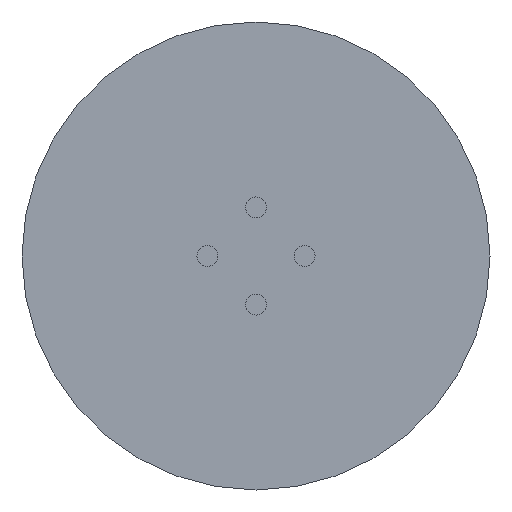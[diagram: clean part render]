
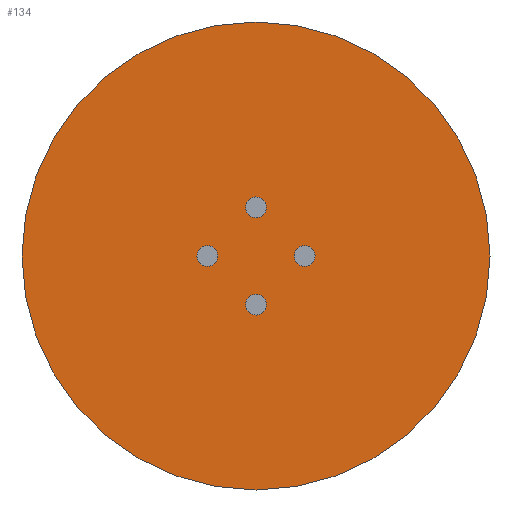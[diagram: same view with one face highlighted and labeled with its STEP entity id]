
A CAD part, front view. The second image highlights one B-rep face of the part: STEP entity #134.
In plain terms, the highlighted planar face has unit normal (0, -1, 0).
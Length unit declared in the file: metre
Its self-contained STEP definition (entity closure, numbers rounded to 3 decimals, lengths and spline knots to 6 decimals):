
#12=PLANE('',#162);
#21=ORIENTED_EDGE('',*,*,#45,.T.);
#22=ORIENTED_EDGE('',*,*,#46,.T.);
#23=ORIENTED_EDGE('',*,*,#47,.T.);
#24=ORIENTED_EDGE('',*,*,#48,.T.);
#25=ORIENTED_EDGE('',*,*,#43,.T.);
#43=EDGE_CURVE('',#55,#55,#67,.T.);
#45=EDGE_CURVE('',#57,#57,#69,.T.);
#46=EDGE_CURVE('',#58,#58,#70,.T.);
#47=EDGE_CURVE('',#59,#59,#71,.T.);
#48=EDGE_CURVE('',#60,#60,#72,.T.);
#55=VERTEX_POINT('',#239);
#57=VERTEX_POINT('',#244);
#58=VERTEX_POINT('',#246);
#59=VERTEX_POINT('',#248);
#60=VERTEX_POINT('',#250);
#67=CIRCLE('',#160,0.033655);
#69=CIRCLE('',#163,0.0015);
#70=CIRCLE('',#164,0.0015);
#71=CIRCLE('',#165,0.0015);
#72=CIRCLE('',#166,0.0015);
#81=EDGE_LOOP('',(#21));
#82=EDGE_LOOP('',(#22));
#83=EDGE_LOOP('',(#23));
#84=EDGE_LOOP('',(#24));
#85=EDGE_LOOP('',(#25));
#105=FACE_BOUND('',#81,.T.);
#106=FACE_BOUND('',#82,.T.);
#107=FACE_BOUND('',#83,.T.);
#108=FACE_BOUND('',#84,.T.);
#109=FACE_BOUND('',#85,.T.);
#134=ADVANCED_FACE('',(#105,#106,#107,#108,#109),#12,.T.);
#160=AXIS2_PLACEMENT_3D('',#238,#188,#189);
#162=AXIS2_PLACEMENT_3D('',#242,#192,#193);
#163=AXIS2_PLACEMENT_3D('',#243,#194,#195);
#164=AXIS2_PLACEMENT_3D('',#245,#196,#197);
#165=AXIS2_PLACEMENT_3D('',#247,#198,#199);
#166=AXIS2_PLACEMENT_3D('',#249,#200,#201);
#188=DIRECTION('',(0.,-1.,0.));
#189=DIRECTION('',(0.,0.,-1.));
#192=DIRECTION('',(0.,-1.,0.));
#193=DIRECTION('',(1.,0.,0.));
#194=DIRECTION('',(0.,1.,0.));
#195=DIRECTION('',(0.,0.,1.));
#196=DIRECTION('',(0.,1.,0.));
#197=DIRECTION('',(0.,0.,1.));
#198=DIRECTION('',(0.,1.,0.));
#199=DIRECTION('',(0.,0.,1.));
#200=DIRECTION('',(0.,1.,0.));
#201=DIRECTION('',(0.,0.,1.));
#238=CARTESIAN_POINT('',(0.,-0.00635,0.));
#239=CARTESIAN_POINT('',(0.,-0.00635,-0.033655));
#242=CARTESIAN_POINT('',(0.,-0.00635,0.));
#243=CARTESIAN_POINT('',(0.,-0.00635,0.007));
#244=CARTESIAN_POINT('',(0.,-0.00635,0.0085));
#245=CARTESIAN_POINT('',(0.007,-0.00635,0.));
#246=CARTESIAN_POINT('',(0.007,-0.00635,0.0015));
#247=CARTESIAN_POINT('',(-0.007,-0.00635,0.));
#248=CARTESIAN_POINT('',(-0.007,-0.00635,0.0015));
#249=CARTESIAN_POINT('',(0.,-0.00635,-0.007));
#250=CARTESIAN_POINT('',(0.,-0.00635,-0.0055));
